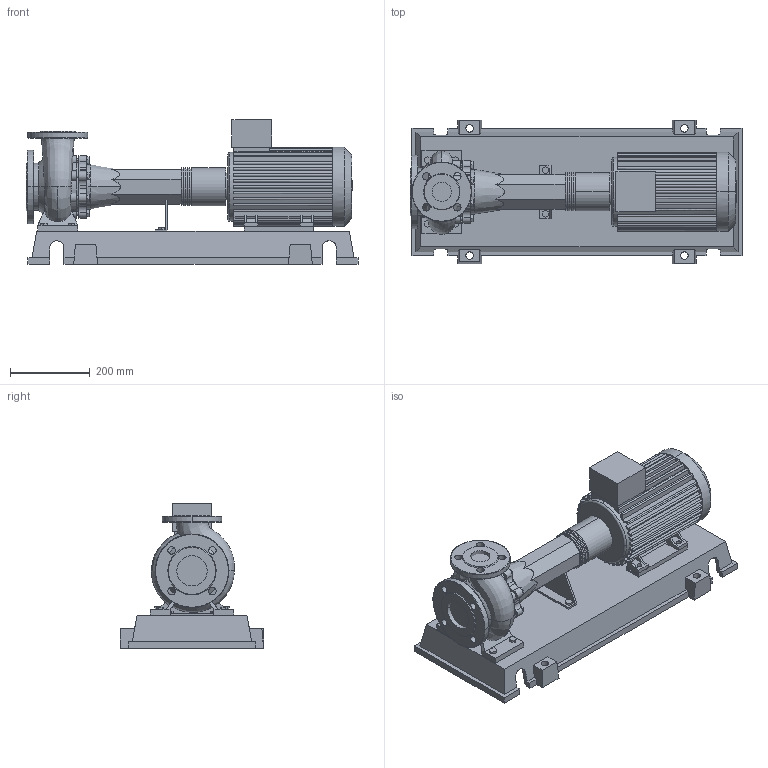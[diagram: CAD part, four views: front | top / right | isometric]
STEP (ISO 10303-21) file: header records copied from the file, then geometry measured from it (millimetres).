
FILE_DESCRIPTION((''),'2;1');
FILE_NAME('3d_NL40_125-3-2-05-4108950.stp','2015-03-03T07:38:58',(''),(''),'Mechanical Desktop 2009','Mechanical Desktop 2009',', , ');
FILE_SCHEMA(('CONFIG_CONTROL_DESIGN'));
Length unit declared in the file: millimetre
Products named in the file (1): Product
Bounding box: 835 x 360 x 364 mm (x, y, z)
Volume: 20221943.3 mm3; surface area: 1887600.6 mm2
Topology: 13 solids, 13 shells, 808 faces, 2164 edges, 1421 vertices
Faces by surface type: plane 416, bspline 205, cylinder 173, cone 8, torus 6
Entity records: 29937 total; most frequent: CARTESIAN_POINT 9918, ORIENTED_EDGE 4330, DIRECTION 3859, EDGE_CURVE 2165, VERTEX_POINT 1420, VECTOR 1417, LINE 1417, AXIS2_PLACEMENT_3D 1221
